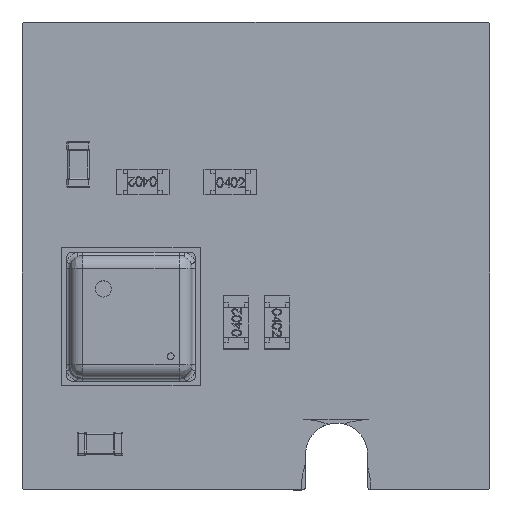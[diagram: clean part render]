
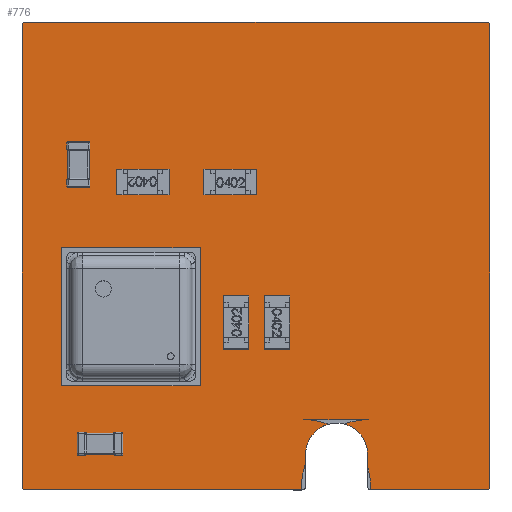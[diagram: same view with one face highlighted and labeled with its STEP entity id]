
A CAD part, top view. The second image highlights one B-rep face of the part: STEP entity #776.
In plain terms, the highlighted planar face has unit normal (0, 0, 1).
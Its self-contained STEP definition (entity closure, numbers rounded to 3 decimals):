
#113 = VERTEX_POINT('',#114);
#114 = CARTESIAN_POINT('',(0.,-0.077,0.752));
#120 = EDGE_CURVE('',#113,#121,#123,.T.);
#121 = VERTEX_POINT('',#122);
#122 = CARTESIAN_POINT('',(-0.077,0.,
    0.752));
#123 = CIRCLE('',#124,0.079);
#124 = AXIS2_PLACEMENT_3D('',#125,#126,#127);
#125 = CARTESIAN_POINT('',(0.002,0.002,
    0.752));
#126 = DIRECTION('',(0.,0.,-1.));
#127 = DIRECTION('',(-0.02,-1.,0.));
#153 = EDGE_CURVE('',#121,#154,#156,.T.);
#154 = VERTEX_POINT('',#155);
#155 = CARTESIAN_POINT('',(-0.077,10.,0.752));
#156 = LINE('',#157,#158);
#157 = CARTESIAN_POINT('',(-0.077,0.,0.752));
#158 = VECTOR('',#159,1.);
#159 = DIRECTION('',(0.,1.,0.));
#184 = EDGE_CURVE('',#154,#185,#187,.T.);
#185 = VERTEX_POINT('',#186);
#186 = CARTESIAN_POINT('',(0.,10.077,0.752)
  );
#187 = CIRCLE('',#188,0.079);
#188 = AXIS2_PLACEMENT_3D('',#189,#190,#191);
#189 = CARTESIAN_POINT('',(0.002,9.998,0.752));
#190 = DIRECTION('',(0.,0.,-1.));
#191 = DIRECTION('',(-1.,0.02,0.));
#217 = EDGE_CURVE('',#185,#218,#220,.T.);
#218 = VERTEX_POINT('',#219);
#219 = CARTESIAN_POINT('',(10.,10.077,0.752));
#220 = LINE('',#221,#222);
#221 = CARTESIAN_POINT('',(0.,10.077,0.752));
#222 = VECTOR('',#223,1.);
#223 = DIRECTION('',(1.,0.,0.));
#248 = EDGE_CURVE('',#218,#249,#251,.T.);
#249 = VERTEX_POINT('',#250);
#250 = CARTESIAN_POINT('',(10.077,10.,0.752));
#251 = CIRCLE('',#252,0.079);
#252 = AXIS2_PLACEMENT_3D('',#253,#254,#255);
#253 = CARTESIAN_POINT('',(9.998,9.998,0.752));
#254 = DIRECTION('',(0.,0.,-1.));
#255 = DIRECTION('',(0.02,1.,0.));
#281 = EDGE_CURVE('',#249,#282,#284,.T.);
#282 = VERTEX_POINT('',#283);
#283 = CARTESIAN_POINT('',(10.077,0.,0.752)
  );
#284 = LINE('',#285,#286);
#285 = CARTESIAN_POINT('',(10.077,10.,0.752));
#286 = VECTOR('',#287,1.);
#287 = DIRECTION('',(0.,-1.,0.));
#312 = EDGE_CURVE('',#282,#313,#315,.T.);
#313 = VERTEX_POINT('',#314);
#314 = CARTESIAN_POINT('',(10.,-0.077,0.752));
#315 = CIRCLE('',#316,0.079);
#316 = AXIS2_PLACEMENT_3D('',#317,#318,#319);
#317 = CARTESIAN_POINT('',(9.998,0.002,0.752));
#318 = DIRECTION('',(0.,0.,-1.));
#319 = DIRECTION('',(1.,-0.02,0.));
#345 = EDGE_CURVE('',#313,#346,#348,.T.);
#346 = VERTEX_POINT('',#347);
#347 = CARTESIAN_POINT('',(7.5,-0.077,0.752));
#348 = LINE('',#349,#350);
#349 = CARTESIAN_POINT('',(10.,-0.077,0.752));
#350 = VECTOR('',#351,1.);
#351 = DIRECTION('',(-1.,0.,0.));
#376 = EDGE_CURVE('',#346,#377,#379,.T.);
#377 = VERTEX_POINT('',#378);
#378 = CARTESIAN_POINT('',(7.485,-0.075,0.752));
#379 = CIRCLE('',#380,0.079);
#380 = AXIS2_PLACEMENT_3D('',#381,#382,#383);
#381 = CARTESIAN_POINT('',(7.502,0.002,0.752));
#382 = DIRECTION('',(0.,0.,-1.));
#383 = DIRECTION('',(-0.02,-1.,0.));
#409 = EDGE_CURVE('',#377,#410,#412,.T.);
#410 = VERTEX_POINT('',#411);
#411 = CARTESIAN_POINT('',(7.423,0.427,0.752));
#412 = CIRCLE('',#413,1.45);
#413 = AXIS2_PLACEMENT_3D('',#414,#415,#416);
#414 = CARTESIAN_POINT('',(6.037,0.,0.752));
#415 = DIRECTION('',(0.,0.,1.));
#416 = DIRECTION('',(0.,-1.,0.));
#442 = EDGE_CURVE('',#410,#443,#445,.T.);
#443 = VERTEX_POINT('',#444);
#444 = CARTESIAN_POINT('',(7.423,0.7,0.752));
#445 = LINE('',#446,#447);
#446 = CARTESIAN_POINT('',(7.423,0.,0.752));
#447 = VECTOR('',#448,1.);
#448 = DIRECTION('',(0.,1.,0.));
#473 = EDGE_CURVE('',#443,#474,#476,.T.);
#474 = VERTEX_POINT('',#475);
#475 = CARTESIAN_POINT('',(7.423,0.702,0.752));
#476 = LINE('',#477,#478);
#477 = CARTESIAN_POINT('',(7.423,0.7,0.752));
#478 = VECTOR('',#479,1.);
#479 = DIRECTION('',(0.,1.,0.));
#504 = EDGE_CURVE('',#474,#505,#507,.T.);
#505 = VERTEX_POINT('',#506);
#506 = CARTESIAN_POINT('',(6.915,1.353,0.752));
#507 = CIRCLE('',#508,0.673);
#508 = AXIS2_PLACEMENT_3D('',#509,#510,#511);
#509 = CARTESIAN_POINT('',(6.75,0.7,0.752));
#510 = DIRECTION('',(0.,0.,1.));
#511 = DIRECTION('',(1.,0.003,0.));
#539 = VERTEX_POINT('',#540);
#540 = CARTESIAN_POINT('',(7.437,1.45,0.752));
#546 = EDGE_CURVE('',#539,#505,#547,.T.);
#547 = CIRCLE('',#548,1.45);
#548 = AXIS2_PLACEMENT_3D('',#549,#550,#551);
#549 = CARTESIAN_POINT('',(7.437,0.,0.752));
#550 = DIRECTION('',(0.,0.,1.));
#551 = DIRECTION('',(0.,1.,0.));
#572 = VERTEX_POINT('',#573);
#573 = CARTESIAN_POINT('',(6.037,1.45,0.752));
#579 = EDGE_CURVE('',#572,#539,#580,.T.);
#580 = LINE('',#581,#582);
#581 = CARTESIAN_POINT('',(6.037,1.45,0.752));
#582 = VECTOR('',#583,1.);
#583 = DIRECTION('',(1.,0.,0.));
#603 = VERTEX_POINT('',#604);
#604 = CARTESIAN_POINT('',(6.57,1.349,0.752));
#610 = EDGE_CURVE('',#603,#572,#611,.T.);
#611 = CIRCLE('',#612,1.45);
#612 = AXIS2_PLACEMENT_3D('',#613,#614,#615);
#613 = CARTESIAN_POINT('',(6.037,0.,0.752));
#614 = DIRECTION('',(0.,0.,1.));
#615 = DIRECTION('',(0.,-1.,0.));
#634 = EDGE_CURVE('',#603,#635,#637,.T.);
#635 = VERTEX_POINT('',#636);
#636 = CARTESIAN_POINT('',(6.077,0.7,0.752));
#637 = CIRCLE('',#638,0.673);
#638 = AXIS2_PLACEMENT_3D('',#639,#640,#641);
#639 = CARTESIAN_POINT('',(6.75,0.7,0.752));
#640 = DIRECTION('',(0.,0.,1.));
#641 = DIRECTION('',(1.,0.003,0.));
#667 = EDGE_CURVE('',#635,#668,#670,.T.);
#668 = VERTEX_POINT('',#669);
#669 = CARTESIAN_POINT('',(6.077,0.502,0.752));
#670 = LINE('',#671,#672);
#671 = CARTESIAN_POINT('',(6.077,0.7,0.752));
#672 = VECTOR('',#673,1.);
#673 = DIRECTION('',(0.,-1.,0.));
#698 = EDGE_CURVE('',#668,#699,#701,.T.);
#699 = VERTEX_POINT('',#700);
#700 = CARTESIAN_POINT('',(5.989,-0.077,0.752)
  );
#701 = CIRCLE('',#702,1.45);
#702 = AXIS2_PLACEMENT_3D('',#703,#704,#705);
#703 = CARTESIAN_POINT('',(7.437,0.,0.752));
#704 = DIRECTION('',(0.,0.,1.));
#705 = DIRECTION('',(0.,1.,0.));
#731 = EDGE_CURVE('',#699,#113,#732,.T.);
#732 = LINE('',#733,#734);
#733 = CARTESIAN_POINT('',(6.,-0.077,0.752));
#734 = VECTOR('',#735,1.);
#735 = DIRECTION('',(-1.,0.,0.));
#776 = ADVANCED_FACE('',(#777),#799,.T.);
#777 = FACE_BOUND('',#778,.T.);
#778 = EDGE_LOOP('',(#779,#780,#781,#782,#783,#784,#785,#786,#787,#788,
    #789,#790,#791,#792,#793,#794,#795,#796,#797,#798));
#779 = ORIENTED_EDGE('',*,*,#120,.F.);
#780 = ORIENTED_EDGE('',*,*,#731,.F.);
#781 = ORIENTED_EDGE('',*,*,#698,.F.);
#782 = ORIENTED_EDGE('',*,*,#667,.F.);
#783 = ORIENTED_EDGE('',*,*,#634,.F.);
#784 = ORIENTED_EDGE('',*,*,#610,.T.);
#785 = ORIENTED_EDGE('',*,*,#579,.T.);
#786 = ORIENTED_EDGE('',*,*,#546,.T.);
#787 = ORIENTED_EDGE('',*,*,#504,.F.);
#788 = ORIENTED_EDGE('',*,*,#473,.F.);
#789 = ORIENTED_EDGE('',*,*,#442,.F.);
#790 = ORIENTED_EDGE('',*,*,#409,.F.);
#791 = ORIENTED_EDGE('',*,*,#376,.F.);
#792 = ORIENTED_EDGE('',*,*,#345,.F.);
#793 = ORIENTED_EDGE('',*,*,#312,.F.);
#794 = ORIENTED_EDGE('',*,*,#281,.F.);
#795 = ORIENTED_EDGE('',*,*,#248,.F.);
#796 = ORIENTED_EDGE('',*,*,#217,.F.);
#797 = ORIENTED_EDGE('',*,*,#184,.F.);
#798 = ORIENTED_EDGE('',*,*,#153,.F.);
#799 = PLANE('',#800);
#800 = AXIS2_PLACEMENT_3D('',#801,#802,#803);
#801 = CARTESIAN_POINT('',(0.,-0.077,0.752));
#802 = DIRECTION('',(0.,0.,1.));
#803 = DIRECTION('',(1.,0.,0.));
